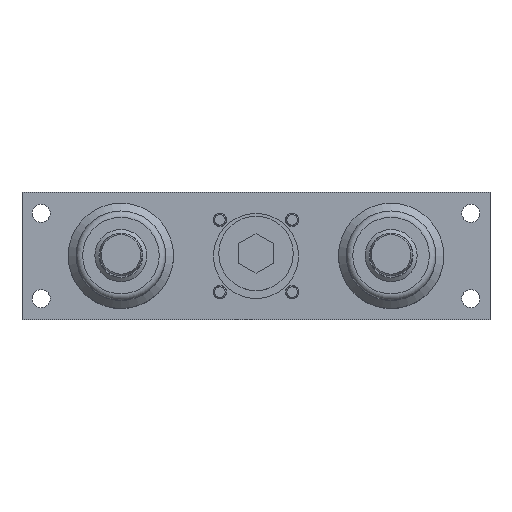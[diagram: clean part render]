
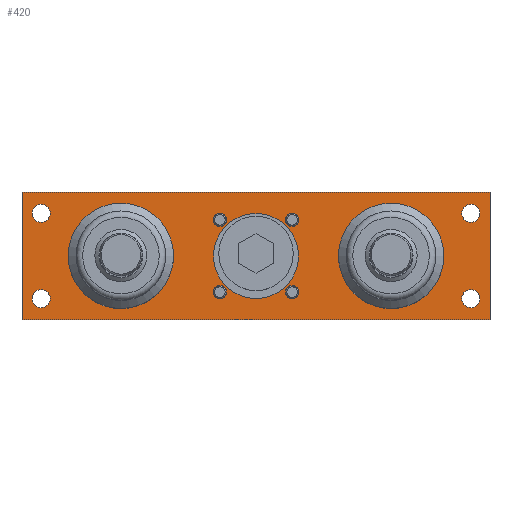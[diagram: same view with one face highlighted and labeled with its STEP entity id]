
A CAD part, top view. The second image highlights one B-rep face of the part: STEP entity #420.
In plain terms, the highlighted planar face has unit normal (0, 0, 1).
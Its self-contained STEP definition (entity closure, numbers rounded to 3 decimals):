
#420 = ADVANCED_FACE( '', ( #1052, #1053, #1054, #1055, #1056, #1057, #1058, #1059, #1060, #1061, #1062, #1063 ), #1064, .F. );
#1052 = FACE_BOUND( '', #2025, .T. );
#1053 = FACE_OUTER_BOUND( '', #2026, .T. );
#1054 = FACE_BOUND( '', #2027, .T. );
#1055 = FACE_BOUND( '', #2028, .T. );
#1056 = FACE_BOUND( '', #2029, .T. );
#1057 = FACE_BOUND( '', #2030, .T. );
#1058 = FACE_BOUND( '', #2031, .T. );
#1059 = FACE_BOUND( '', #2032, .T. );
#1060 = FACE_BOUND( '', #2033, .T. );
#1061 = FACE_BOUND( '', #2034, .T. );
#1062 = FACE_BOUND( '', #2035, .T. );
#1063 = FACE_BOUND( '', #2036, .T. );
#1064 = PLANE( '', #2037 );
#2025 = EDGE_LOOP( '', ( #3187 ) );
#2026 = EDGE_LOOP( '', ( #3188, #3189, #3190, #3191 ) );
#2027 = EDGE_LOOP( '', ( #3192 ) );
#2028 = EDGE_LOOP( '', ( #3193 ) );
#2029 = EDGE_LOOP( '', ( #3194 ) );
#2030 = EDGE_LOOP( '', ( #3195 ) );
#2031 = EDGE_LOOP( '', ( #3196 ) );
#2032 = EDGE_LOOP( '', ( #3197 ) );
#2033 = EDGE_LOOP( '', ( #3198 ) );
#2034 = EDGE_LOOP( '', ( #3199 ) );
#2035 = EDGE_LOOP( '', ( #3200 ) );
#2036 = EDGE_LOOP( '', ( #3201 ) );
#2037 = AXIS2_PLACEMENT_3D( '', #3202, #3203, #3204 );
#3187 = ORIENTED_EDGE( '', *, *, #4835, .T. );
#3188 = ORIENTED_EDGE( '', *, *, #4836, .F. );
#3189 = ORIENTED_EDGE( '', *, *, #4837, .F. );
#3190 = ORIENTED_EDGE( '', *, *, #4710, .F. );
#3191 = ORIENTED_EDGE( '', *, *, #4838, .F. );
#3192 = ORIENTED_EDGE( '', *, *, #4653, .T. );
#3193 = ORIENTED_EDGE( '', *, *, #4839, .F. );
#3194 = ORIENTED_EDGE( '', *, *, #4840, .F. );
#3195 = ORIENTED_EDGE( '', *, *, #4776, .T. );
#3196 = ORIENTED_EDGE( '', *, *, #4637, .T. );
#3197 = ORIENTED_EDGE( '', *, *, #4841, .T. );
#3198 = ORIENTED_EDGE( '', *, *, #4842, .T. );
#3199 = ORIENTED_EDGE( '', *, *, #4677, .T. );
#3200 = ORIENTED_EDGE( '', *, *, #4843, .T. );
#3201 = ORIENTED_EDGE( '', *, *, #4844, .F. );
#3202 = CARTESIAN_POINT( '', ( -110., 30., 13.8 ) );
#3203 = DIRECTION( '', ( 0., 0., -1. ) );
#3204 = DIRECTION( '', ( 0., 1., 0. ) );
#4637 = EDGE_CURVE( '', #5336, #5336, #5337, .T. );
#4653 = EDGE_CURVE( '', #5362, #5362, #5363, .T. );
#4677 = EDGE_CURVE( '', #5402, #5402, #5403, .T. );
#4710 = EDGE_CURVE( '', #5456, #5458, #5459, .T. );
#4776 = EDGE_CURVE( '', #5568, #5568, #5569, .T. );
#4835 = EDGE_CURVE( '', #5664, #5664, #5665, .T. );
#4836 = EDGE_CURVE( '', #5666, #5667, #5668, .T. );
#4837 = EDGE_CURVE( '', #5458, #5666, #5669, .T. );
#4838 = EDGE_CURVE( '', #5667, #5456, #5670, .T. );
#4839 = EDGE_CURVE( '', #5671, #5671, #5672, .T. );
#4840 = EDGE_CURVE( '', #5673, #5673, #5674, .T. );
#4841 = EDGE_CURVE( '', #5675, #5675, #5676, .T. );
#4842 = EDGE_CURVE( '', #5677, #5677, #5678, .T. );
#4843 = EDGE_CURVE( '', #5679, #5679, #5680, .T. );
#4844 = EDGE_CURVE( '', #5681, #5681, #5682, .T. );
#5336 = VERTEX_POINT( '', #6379 );
#5337 = CIRCLE( '', #6380, 3.1 );
#5362 = VERTEX_POINT( '', #6413 );
#5363 = CIRCLE( '', #6414, 4.25 );
#5402 = VERTEX_POINT( '', #6526 );
#5403 = CIRCLE( '', #6527, 3.1 );
#5456 = VERTEX_POINT( '', #6626 );
#5458 = VERTEX_POINT( '', #6629 );
#5459 = LINE( '', #6630, #6631 );
#5568 = VERTEX_POINT( '', #6832 );
#5569 = CIRCLE( '', #6833, 4.25 );
#5664 = VERTEX_POINT( '', #6954 );
#5665 = CIRCLE( '', #6955, 24.75 );
#5666 = VERTEX_POINT( '', #6956 );
#5667 = VERTEX_POINT( '', #6957 );
#5668 = LINE( '', #6958, #6959 );
#5669 = LINE( '', #6960, #6961 );
#5670 = LINE( '', #6962, #6963 );
#5671 = VERTEX_POINT( '', #6964 );
#5672 = CIRCLE( '', #6965, 4.25 );
#5673 = VERTEX_POINT( '', #6966 );
#5674 = CIRCLE( '', #6967, 4.25 );
#5675 = VERTEX_POINT( '', #6968 );
#5676 = CIRCLE( '', #6969, 3.1 );
#5677 = VERTEX_POINT( '', #6970 );
#5678 = CIRCLE( '', #6971, 3.1 );
#5679 = VERTEX_POINT( '', #6972 );
#5680 = CIRCLE( '', #6973, 19.98 );
#5681 = VERTEX_POINT( '', #6974 );
#5682 = CIRCLE( '', #6975, 24.75 );
#6379 = CARTESIAN_POINT( '', ( 20.071, 16.971, 13.8 ) );
#6380 = AXIS2_PLACEMENT_3D( '', #7977, #7978, #7979 );
#6413 = CARTESIAN_POINT( '', ( 105.25, 20., 13.8 ) );
#6414 = AXIS2_PLACEMENT_3D( '', #7994, #7995, #7996 );
#6526 = CARTESIAN_POINT( '', ( 16.971, -20.071, 13.8 ) );
#6527 = AXIS2_PLACEMENT_3D( '', #8025, #8026, #8027 );
#6626 = CARTESIAN_POINT( '', ( 110., 30., 13.8 ) );
#6629 = CARTESIAN_POINT( '', ( 110., -30., 13.8 ) );
#6630 = CARTESIAN_POINT( '', ( 110., 30., 13.8 ) );
#6631 = VECTOR( '', #8063, 1000. );
#6832 = CARTESIAN_POINT( '', ( -105.25, -20., 13.8 ) );
#6833 = AXIS2_PLACEMENT_3D( '', #8147, #8148, #8149 );
#6954 = CARTESIAN_POINT( '', ( 38.75, 0., 13.8 ) );
#6955 = AXIS2_PLACEMENT_3D( '', #8221, #8222, #8223 );
#6956 = CARTESIAN_POINT( '', ( -110., -30., 13.8 ) );
#6957 = CARTESIAN_POINT( '', ( -110., 30., 13.8 ) );
#6958 = CARTESIAN_POINT( '', ( -110., -30., 13.8 ) );
#6959 = VECTOR( '', #8224, 1000. );
#6960 = CARTESIAN_POINT( '', ( 110., -30., 13.8 ) );
#6961 = VECTOR( '', #8225, 1000. );
#6962 = CARTESIAN_POINT( '', ( -110., 30., 13.8 ) );
#6963 = VECTOR( '', #8226, 1000. );
#6964 = CARTESIAN_POINT( '', ( -105.25, 20., 13.8 ) );
#6965 = AXIS2_PLACEMENT_3D( '', #8227, #8228, #8229 );
#6966 = CARTESIAN_POINT( '', ( 105.25, -20., 13.8 ) );
#6967 = AXIS2_PLACEMENT_3D( '', #8230, #8231, #8232 );
#6968 = CARTESIAN_POINT( '', ( -16.971, 20.071, 13.8 ) );
#6969 = AXIS2_PLACEMENT_3D( '', #8233, #8234, #8235 );
#6970 = CARTESIAN_POINT( '', ( -20.071, -16.971, 13.8 ) );
#6971 = AXIS2_PLACEMENT_3D( '', #8236, #8237, #8238 );
#6972 = CARTESIAN_POINT( '', ( -19.98, 0., 13.8 ) );
#6973 = AXIS2_PLACEMENT_3D( '', #8239, #8240, #8241 );
#6974 = CARTESIAN_POINT( '', ( -38.75, 0., 13.8 ) );
#6975 = AXIS2_PLACEMENT_3D( '', #8242, #8243, #8244 );
#7977 = CARTESIAN_POINT( '', ( 16.971, 16.971, 13.8 ) );
#7978 = DIRECTION( '', ( 0., 0., -1. ) );
#7979 = DIRECTION( '', ( 1., 0., 0. ) );
#7994 = CARTESIAN_POINT( '', ( 101., 20., 13.8 ) );
#7995 = DIRECTION( '', ( 0., 0., -1. ) );
#7996 = DIRECTION( '', ( 1., 0., 0. ) );
#8025 = CARTESIAN_POINT( '', ( 16.971, -16.971, 13.8 ) );
#8026 = DIRECTION( '', ( 0., 0., -1. ) );
#8027 = DIRECTION( '', ( 0., -1., 0. ) );
#8063 = DIRECTION( '', ( 0., -1., 0. ) );
#8147 = CARTESIAN_POINT( '', ( -101., -20., 13.8 ) );
#8148 = DIRECTION( '', ( 0., 0., -1. ) );
#8149 = DIRECTION( '', ( -1., 0., 0. ) );
#8221 = CARTESIAN_POINT( '', ( 63.5, 0., 13.8 ) );
#8222 = DIRECTION( '', ( 0., 0., -1. ) );
#8223 = DIRECTION( '', ( -1., 0., 0. ) );
#8224 = DIRECTION( '', ( 0., 1., 0. ) );
#8225 = DIRECTION( '', ( -1., 0., 0. ) );
#8226 = DIRECTION( '', ( 1., 0., 0. ) );
#8227 = CARTESIAN_POINT( '', ( -101., 20., 13.8 ) );
#8228 = DIRECTION( '', ( 0., 0., 1. ) );
#8229 = DIRECTION( '', ( -1., 0., 0. ) );
#8230 = CARTESIAN_POINT( '', ( 101., -20., 13.8 ) );
#8231 = DIRECTION( '', ( 0., 0., 1. ) );
#8232 = DIRECTION( '', ( 1., 0., 0. ) );
#8233 = CARTESIAN_POINT( '', ( -16.971, 16.971, 13.8 ) );
#8234 = DIRECTION( '', ( 0., 0., -1. ) );
#8235 = DIRECTION( '', ( 0., 1., 0. ) );
#8236 = CARTESIAN_POINT( '', ( -16.971, -16.971, 13.8 ) );
#8237 = DIRECTION( '', ( 0., 0., -1. ) );
#8238 = DIRECTION( '', ( -1., 0., 0. ) );
#8239 = CARTESIAN_POINT( '', ( 0., 0., 13.8 ) );
#8240 = DIRECTION( '', ( 0., 0., -1. ) );
#8241 = DIRECTION( '', ( -1., 0., 0. ) );
#8242 = CARTESIAN_POINT( '', ( -63.5, 0., 13.8 ) );
#8243 = DIRECTION( '', ( 0., 0., 1. ) );
#8244 = DIRECTION( '', ( 1., 0., 0. ) );
